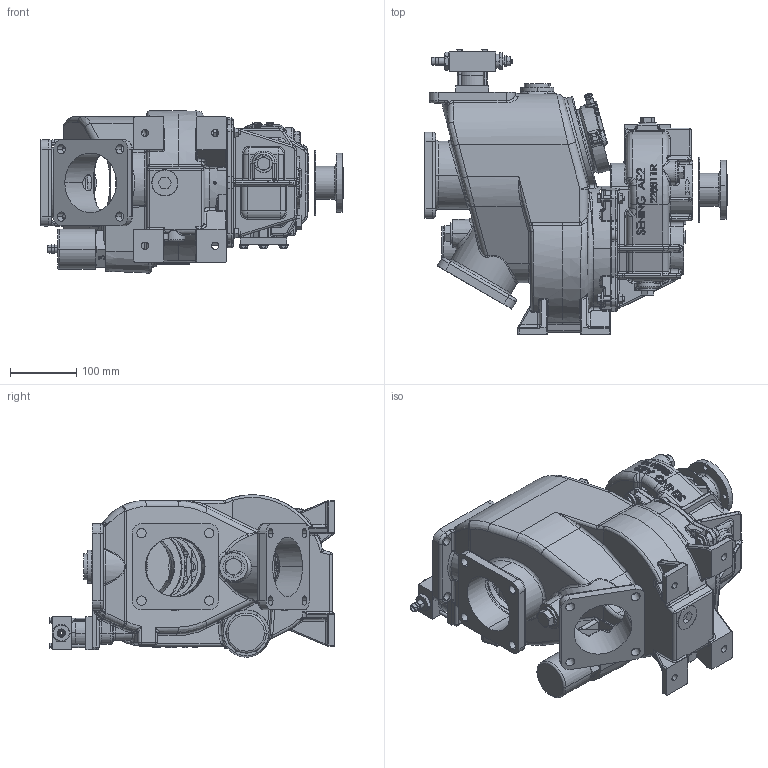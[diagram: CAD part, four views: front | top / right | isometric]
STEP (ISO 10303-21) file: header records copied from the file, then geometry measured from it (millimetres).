
FILE_DESCRIPTION (( 'STEP AP214' ), '1' );
FILE_NAME ('BETA2-..._21441.STEP', '2014-03-24T10:39:24', ( 'Admin2' ), ( '' ), 'SwSTEP 2.0', 'SolidWorks 2010', '' );
FILE_SCHEMA (( 'AUTOMOTIVE_DESIGN' ));
Length unit declared in the file: millimetre
Products named in the file (1): BETA2-..._21441
Bounding box: 455.97 x 429.5 x 244.94 mm (x, y, z)
Surface area: 859874.3 mm2 (no closed solid volume)
Topology: 0 solids, 93 shells, 2787 faces, 8388 edges, 5371 vertices
Faces by surface type: plane 873, cylinder 850, bspline 559, torus 256, cone 151, sphere 98
Entity records: 158616 total; most frequent: CARTESIAN_POINT 59267, ORIENTED_EDGE 14164, DIRECTION 13357, EDGE_CURVE 8282, VERTEX_POINT 5365, AXIS2_PLACEMENT_3D 4990, VECTOR 3377, LINE 3377
